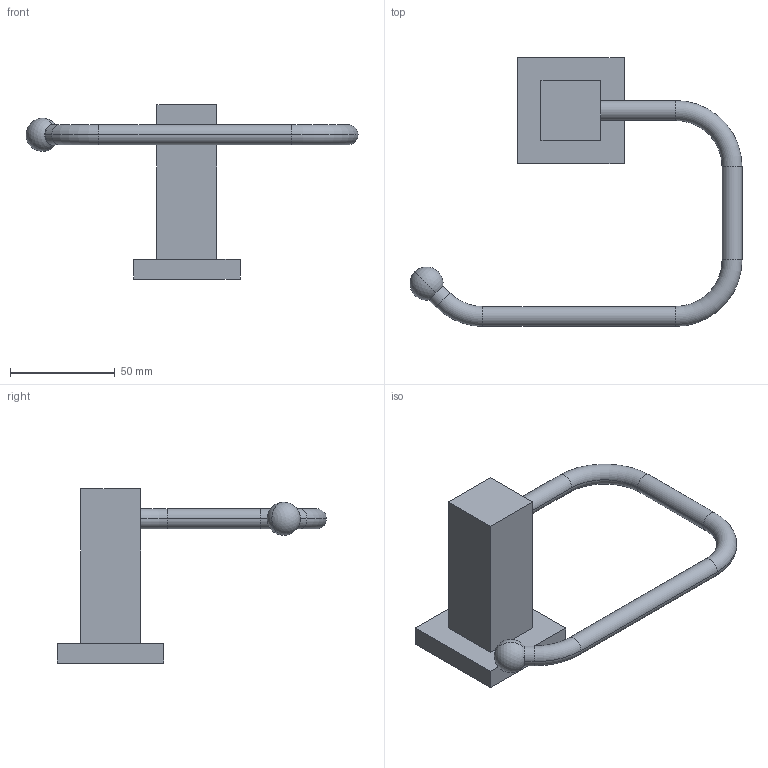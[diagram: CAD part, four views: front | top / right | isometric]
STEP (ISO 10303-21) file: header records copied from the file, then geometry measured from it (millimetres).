
FILE_DESCRIPTION((''),'2;1');
FILE_NAME('19-27_WEB','2010-08-20T',('pnmurthy'),(''),'PRO/ENGINEER BY PARAMETRIC TECHNOLOGY CORPORATION, 2009300','PRO/ENGINEER BY PARAMETRIC TECHNOLOGY CORPORATION, 2009300','');
FILE_SCHEMA(('CONFIG_CONTROL_DESIGN'));
Length unit declared in the file: inch
Products named in the file (1): 19-27_WEB
Bounding box: 158.64 x 128.59 x 83.26 mm (x, y, z)
Surface area: 27462.5 mm2 (no closed solid volume)
Topology: 0 solids, 6 shells, 32 faces, 74 edges, 45 vertices
Faces by surface type: plane 14, cylinder 10, torus 6, sphere 2
Entity records: 919 total; most frequent: DIRECTION 170, CARTESIAN_POINT 149, ORIENTED_EDGE 127, EDGE_CURVE 72, AXIS2_PLACEMENT_3D 66, VERTEX_POINT 45, VECTOR 38, LINE 38
